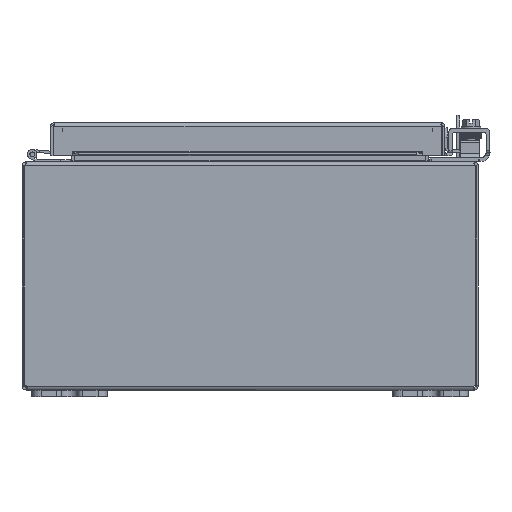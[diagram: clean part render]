
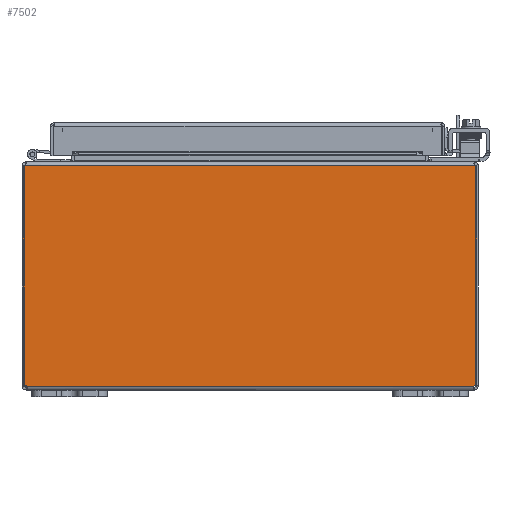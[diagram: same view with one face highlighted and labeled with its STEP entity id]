
A CAD part, front view. The second image highlights one B-rep face of the part: STEP entity #7502.
In plain terms, the highlighted planar face has unit normal (0, -1, 0).
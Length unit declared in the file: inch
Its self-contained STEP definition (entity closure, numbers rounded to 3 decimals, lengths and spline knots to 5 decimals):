
#6037=CARTESIAN_POINT('',(5.91495,-10.,5.89475));
#6038=VERTEX_POINT('',#6037);
#6070=CARTESIAN_POINT('',(-5.91495,-10.,5.89475));
#6071=VERTEX_POINT('',#6070);
#6085=CARTESIAN_POINT('',(5.91495,-10.,5.89475));
#6086=DIRECTION('',(-1.0,0.0,0.0));
#6087=VECTOR('',#6086,11.8299);
#6088=LINE('',#6085,#6087);
#6089=EDGE_CURVE('',#6038,#6071,#6088,.T.);
#6421=CARTESIAN_POINT('',(-5.963,-10.,5.89475));
#6422=VERTEX_POINT('',#6421);
#6429=CARTESIAN_POINT('',(-5.91495,-10.,5.89475));
#6430=DIRECTION('',(-1.0,0.0,0.0));
#6431=VECTOR('',#6430,0.04805);
#6432=LINE('',#6429,#6431);
#6433=EDGE_CURVE('',#6071,#6422,#6432,.T.);
#6599=CARTESIAN_POINT('',(5.963,-10.,5.89475));
#6600=VERTEX_POINT('',#6599);
#6601=CARTESIAN_POINT('',(5.963,-10.,5.89475));
#6602=DIRECTION('',(-1.0,0.0,0.0));
#6603=VECTOR('',#6602,0.04805);
#6604=LINE('',#6601,#6603);
#6605=EDGE_CURVE('',#6600,#6038,#6604,.T.);
#6630=CARTESIAN_POINT('',(5.963,-10.,0.12745));
#6631=VERTEX_POINT('',#6630);
#6632=CARTESIAN_POINT('',(5.963,-10.,5.89475));
#6633=DIRECTION('',(0.0,0.0,-1.0));
#6634=VECTOR('',#6633,5.7673);
#6635=LINE('',#6632,#6634);
#6636=EDGE_CURVE('',#6600,#6631,#6635,.T.);
#7434=CARTESIAN_POINT('',(-5.88277,-10.,0.10525));
#7435=VERTEX_POINT('',#7434);
#7442=CARTESIAN_POINT('',(-5.963,-10.,0.12745));
#7443=VERTEX_POINT('',#7442);
#7444=CARTESIAN_POINT('',(-5.93789,-10.,0.06211));
#7445=DIRECTION('',(0.0,1.0,0.0));
#7446=DIRECTION('',(1.0,0.0,0.0));
#7447=AXIS2_PLACEMENT_3D('',#7444,#7445,#7446);
#7448=CIRCLE('',#7447,0.07);
#7449=EDGE_CURVE('',#7443,#7435,#7448,.T.);
#7469=CARTESIAN_POINT('',(0.,-10.,3.00948));
#7470=DIRECTION('',(0.0,1.0,0.0));
#7471=DIRECTION('',(1.0,0.0,0.0));
#7472=AXIS2_PLACEMENT_3D('',#7469,#7470,#7471);
#7473=PLANE('',#7472);
#7474=ORIENTED_EDGE('',*,*,#6605,.T.);
#7475=ORIENTED_EDGE('',*,*,#6089,.T.);
#7476=ORIENTED_EDGE('',*,*,#6433,.T.);
#7477=CARTESIAN_POINT('',(-5.963,-10.,0.12745));
#7478=DIRECTION('',(0.0,0.0,1.0));
#7479=VECTOR('',#7478,5.7673);
#7480=LINE('',#7477,#7479);
#7481=EDGE_CURVE('',#7443,#6422,#7480,.T.);
#7482=ORIENTED_EDGE('',*,*,#7481,.F.);
#7483=ORIENTED_EDGE('',*,*,#7449,.T.);
#7484=CARTESIAN_POINT('',(5.88277,-10.,0.10525));
#7485=VERTEX_POINT('',#7484);
#7486=CARTESIAN_POINT('',(-5.88277,-10.,0.10525));
#7487=DIRECTION('',(1.0,0.0,0.0));
#7488=VECTOR('',#7487,11.76553);
#7489=LINE('',#7486,#7488);
#7490=EDGE_CURVE('',#7435,#7485,#7489,.T.);
#7491=ORIENTED_EDGE('',*,*,#7490,.T.);
#7492=CARTESIAN_POINT('',(5.93789,-10.,0.06211));
#7493=DIRECTION('',(0.0,1.0,0.0));
#7494=DIRECTION('',(1.0,0.0,0.0));
#7495=AXIS2_PLACEMENT_3D('',#7492,#7493,#7494);
#7496=CIRCLE('',#7495,0.07);
#7497=EDGE_CURVE('',#7485,#6631,#7496,.T.);
#7498=ORIENTED_EDGE('',*,*,#7497,.T.);
#7499=ORIENTED_EDGE('',*,*,#6636,.F.);
#7500=EDGE_LOOP('',(#7474,#7475,#7476,#7482,#7483,#7491,#7498,#7499));
#7501=FACE_OUTER_BOUND('',#7500,.T.);
#7502=ADVANCED_FACE('',(#7501),#7473,.F.);
